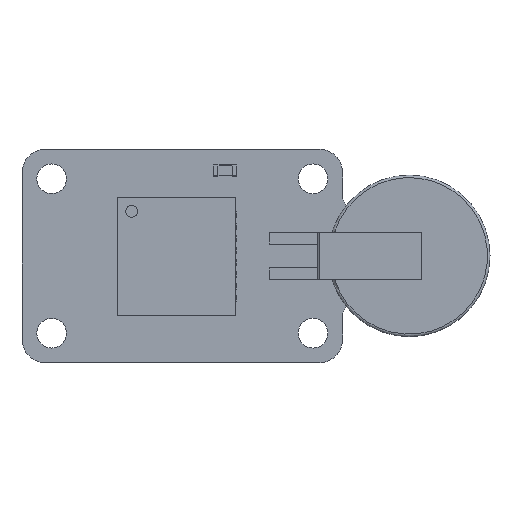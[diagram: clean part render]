
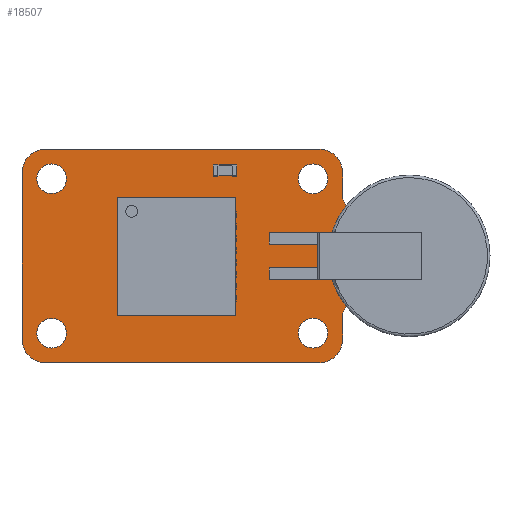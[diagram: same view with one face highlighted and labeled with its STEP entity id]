
A CAD part, top view. The second image highlights one B-rep face of the part: STEP entity #18507.
In plain terms, the highlighted planar face has unit normal (0, 0, 1).
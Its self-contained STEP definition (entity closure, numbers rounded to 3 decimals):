
#18246 = VERTEX_POINT('',#18247);
#18247 = CARTESIAN_POINT('',(12.5,9.,0.6));
#18253 = EDGE_CURVE('',#18246,#18254,#18256,.T.);
#18254 = VERTEX_POINT('',#18255);
#18255 = CARTESIAN_POINT('',(13.5,8.,0.6));
#18256 = CIRCLE('',#18257,1.);
#18257 = AXIS2_PLACEMENT_3D('',#18258,#18259,#18260);
#18258 = CARTESIAN_POINT('',(12.5,8.,0.6));
#18259 = DIRECTION('',(0.,0.,-1.));
#18260 = DIRECTION('',(0.,1.,0.));
#18288 = VERTEX_POINT('',#18289);
#18289 = CARTESIAN_POINT('',(1.,9.,0.6));
#18295 = EDGE_CURVE('',#18288,#18246,#18296,.T.);
#18296 = LINE('',#18297,#18298);
#18297 = CARTESIAN_POINT('',(1.,9.,0.6));
#18298 = VECTOR('',#18299,1.);
#18299 = DIRECTION('',(1.,0.,0.));
#18317 = EDGE_CURVE('',#18254,#18318,#18320,.T.);
#18318 = VERTEX_POINT('',#18319);
#18319 = CARTESIAN_POINT('',(13.5,7.,0.6));
#18320 = LINE('',#18321,#18322);
#18321 = CARTESIAN_POINT('',(13.5,8.,0.6));
#18322 = VECTOR('',#18323,1.);
#18323 = DIRECTION('',(0.,-1.,0.));
#18507 = ADVANCED_FACE('',(#18508,#18622,#18633,#18644,#18655),#18666,
  .T.);
#18508 = FACE_BOUND('',#18509,.T.);
#18509 = EDGE_LOOP('',(#18510,#18511,#18512,#18521,#18529,#18538,#18546,
    #18555,#18563,#18572,#18580,#18589,#18597,#18606,#18614,#18621));
#18510 = ORIENTED_EDGE('',*,*,#18253,.F.);
#18511 = ORIENTED_EDGE('',*,*,#18295,.F.);
#18512 = ORIENTED_EDGE('',*,*,#18513,.F.);
#18513 = EDGE_CURVE('',#18514,#18288,#18516,.T.);
#18514 = VERTEX_POINT('',#18515);
#18515 = CARTESIAN_POINT('',(0.,8.,0.6));
#18516 = CIRCLE('',#18517,1.);
#18517 = AXIS2_PLACEMENT_3D('',#18518,#18519,#18520);
#18518 = CARTESIAN_POINT('',(1.,8.,0.6));
#18519 = DIRECTION('',(0.,0.,-1.));
#18520 = DIRECTION('',(-1.,0.,-0.));
#18521 = ORIENTED_EDGE('',*,*,#18522,.F.);
#18522 = EDGE_CURVE('',#18523,#18514,#18525,.T.);
#18523 = VERTEX_POINT('',#18524);
#18524 = CARTESIAN_POINT('',(0.,1.,0.6));
#18525 = LINE('',#18526,#18527);
#18526 = CARTESIAN_POINT('',(0.,1.,0.6));
#18527 = VECTOR('',#18528,1.);
#18528 = DIRECTION('',(0.,1.,0.));
#18529 = ORIENTED_EDGE('',*,*,#18530,.F.);
#18530 = EDGE_CURVE('',#18531,#18523,#18533,.T.);
#18531 = VERTEX_POINT('',#18532);
#18532 = CARTESIAN_POINT('',(1.,0.,0.6));
#18533 = CIRCLE('',#18534,1.);
#18534 = AXIS2_PLACEMENT_3D('',#18535,#18536,#18537);
#18535 = CARTESIAN_POINT('',(1.,1.,0.6));
#18536 = DIRECTION('',(0.,0.,-1.));
#18537 = DIRECTION('',(0.,-1.,0.));
#18538 = ORIENTED_EDGE('',*,*,#18539,.F.);
#18539 = EDGE_CURVE('',#18540,#18531,#18542,.T.);
#18540 = VERTEX_POINT('',#18541);
#18541 = CARTESIAN_POINT('',(12.5,0.,0.6));
#18542 = LINE('',#18543,#18544);
#18543 = CARTESIAN_POINT('',(12.5,0.,0.6));
#18544 = VECTOR('',#18545,1.);
#18545 = DIRECTION('',(-1.,0.,0.));
#18546 = ORIENTED_EDGE('',*,*,#18547,.F.);
#18547 = EDGE_CURVE('',#18548,#18540,#18550,.T.);
#18548 = VERTEX_POINT('',#18549);
#18549 = CARTESIAN_POINT('',(13.5,1.,0.6));
#18550 = CIRCLE('',#18551,1.);
#18551 = AXIS2_PLACEMENT_3D('',#18552,#18553,#18554);
#18552 = CARTESIAN_POINT('',(12.5,1.,0.6));
#18553 = DIRECTION('',(0.,0.,-1.));
#18554 = DIRECTION('',(1.,0.,0.));
#18555 = ORIENTED_EDGE('',*,*,#18556,.F.);
#18556 = EDGE_CURVE('',#18557,#18548,#18559,.T.);
#18557 = VERTEX_POINT('',#18558);
#18558 = CARTESIAN_POINT('',(13.5,2.,0.6));
#18559 = LINE('',#18560,#18561);
#18560 = CARTESIAN_POINT('',(13.5,2.,0.6));
#18561 = VECTOR('',#18562,1.);
#18562 = DIRECTION('',(0.,-1.,0.));
#18563 = ORIENTED_EDGE('',*,*,#18564,.F.);
#18564 = EDGE_CURVE('',#18565,#18557,#18567,.T.);
#18565 = VERTEX_POINT('',#18566);
#18566 = CARTESIAN_POINT('',(14.,2.5,0.6));
#18567 = CIRCLE('',#18568,0.5);
#18568 = AXIS2_PLACEMENT_3D('',#18569,#18570,#18571);
#18569 = CARTESIAN_POINT('',(14.,2.,0.6));
#18570 = DIRECTION('',(0.,0.,1.));
#18571 = DIRECTION('',(0.,1.,0.));
#18572 = ORIENTED_EDGE('',*,*,#18573,.F.);
#18573 = EDGE_CURVE('',#18574,#18565,#18576,.T.);
#18574 = VERTEX_POINT('',#18575);
#18575 = CARTESIAN_POINT('',(16.5,2.5,0.6));
#18576 = LINE('',#18577,#18578);
#18577 = CARTESIAN_POINT('',(16.5,2.5,0.6));
#18578 = VECTOR('',#18579,1.);
#18579 = DIRECTION('',(-1.,0.,0.));
#18580 = ORIENTED_EDGE('',*,*,#18581,.F.);
#18581 = EDGE_CURVE('',#18582,#18574,#18584,.T.);
#18582 = VERTEX_POINT('',#18583);
#18583 = CARTESIAN_POINT('',(17.,3.,0.6));
#18584 = CIRCLE('',#18585,0.5);
#18585 = AXIS2_PLACEMENT_3D('',#18586,#18587,#18588);
#18586 = CARTESIAN_POINT('',(16.5,3.,0.6));
#18587 = DIRECTION('',(0.,0.,-1.));
#18588 = DIRECTION('',(1.,0.,0.));
#18589 = ORIENTED_EDGE('',*,*,#18590,.F.);
#18590 = EDGE_CURVE('',#18591,#18582,#18593,.T.);
#18591 = VERTEX_POINT('',#18592);
#18592 = CARTESIAN_POINT('',(17.,6.,0.6));
#18593 = LINE('',#18594,#18595);
#18594 = CARTESIAN_POINT('',(17.,6.,0.6));
#18595 = VECTOR('',#18596,1.);
#18596 = DIRECTION('',(0.,-1.,0.));
#18597 = ORIENTED_EDGE('',*,*,#18598,.F.);
#18598 = EDGE_CURVE('',#18599,#18591,#18601,.T.);
#18599 = VERTEX_POINT('',#18600);
#18600 = CARTESIAN_POINT('',(16.5,6.5,0.6));
#18601 = CIRCLE('',#18602,0.5);
#18602 = AXIS2_PLACEMENT_3D('',#18603,#18604,#18605);
#18603 = CARTESIAN_POINT('',(16.5,6.,0.6));
#18604 = DIRECTION('',(0.,0.,-1.));
#18605 = DIRECTION('',(0.,1.,0.));
#18606 = ORIENTED_EDGE('',*,*,#18607,.F.);
#18607 = EDGE_CURVE('',#18608,#18599,#18610,.T.);
#18608 = VERTEX_POINT('',#18609);
#18609 = CARTESIAN_POINT('',(14.,6.5,0.6));
#18610 = LINE('',#18611,#18612);
#18611 = CARTESIAN_POINT('',(14.,6.5,0.6));
#18612 = VECTOR('',#18613,1.);
#18613 = DIRECTION('',(1.,0.,0.));
#18614 = ORIENTED_EDGE('',*,*,#18615,.F.);
#18615 = EDGE_CURVE('',#18318,#18608,#18616,.T.);
#18616 = CIRCLE('',#18617,0.5);
#18617 = AXIS2_PLACEMENT_3D('',#18618,#18619,#18620);
#18618 = CARTESIAN_POINT('',(14.,7.,0.6));
#18619 = DIRECTION('',(0.,0.,1.));
#18620 = DIRECTION('',(-1.,0.,0.));
#18621 = ORIENTED_EDGE('',*,*,#18317,.F.);
#18622 = FACE_BOUND('',#18623,.T.);
#18623 = EDGE_LOOP('',(#18624));
#18624 = ORIENTED_EDGE('',*,*,#18625,.T.);
#18625 = EDGE_CURVE('',#18626,#18626,#18628,.T.);
#18626 = VERTEX_POINT('',#18627);
#18627 = CARTESIAN_POINT('',(1.25,0.625,0.6));
#18628 = CIRCLE('',#18629,0.625);
#18629 = AXIS2_PLACEMENT_3D('',#18630,#18631,#18632);
#18630 = CARTESIAN_POINT('',(1.25,1.25,0.6));
#18631 = DIRECTION('',(-0.,0.,-1.));
#18632 = DIRECTION('',(-0.,-1.,0.));
#18633 = FACE_BOUND('',#18634,.T.);
#18634 = EDGE_LOOP('',(#18635));
#18635 = ORIENTED_EDGE('',*,*,#18636,.T.);
#18636 = EDGE_CURVE('',#18637,#18637,#18639,.T.);
#18637 = VERTEX_POINT('',#18638);
#18638 = CARTESIAN_POINT('',(12.25,0.625,0.6));
#18639 = CIRCLE('',#18640,0.625);
#18640 = AXIS2_PLACEMENT_3D('',#18641,#18642,#18643);
#18641 = CARTESIAN_POINT('',(12.25,1.25,0.6));
#18642 = DIRECTION('',(-0.,0.,-1.));
#18643 = DIRECTION('',(-0.,-1.,0.));
#18644 = FACE_BOUND('',#18645,.T.);
#18645 = EDGE_LOOP('',(#18646));
#18646 = ORIENTED_EDGE('',*,*,#18647,.T.);
#18647 = EDGE_CURVE('',#18648,#18648,#18650,.T.);
#18648 = VERTEX_POINT('',#18649);
#18649 = CARTESIAN_POINT('',(1.25,7.125,0.6));
#18650 = CIRCLE('',#18651,0.625);
#18651 = AXIS2_PLACEMENT_3D('',#18652,#18653,#18654);
#18652 = CARTESIAN_POINT('',(1.25,7.75,0.6));
#18653 = DIRECTION('',(-0.,0.,-1.));
#18654 = DIRECTION('',(-0.,-1.,0.));
#18655 = FACE_BOUND('',#18656,.T.);
#18656 = EDGE_LOOP('',(#18657));
#18657 = ORIENTED_EDGE('',*,*,#18658,.T.);
#18658 = EDGE_CURVE('',#18659,#18659,#18661,.T.);
#18659 = VERTEX_POINT('',#18660);
#18660 = CARTESIAN_POINT('',(12.25,7.125,0.6));
#18661 = CIRCLE('',#18662,0.625);
#18662 = AXIS2_PLACEMENT_3D('',#18663,#18664,#18665);
#18663 = CARTESIAN_POINT('',(12.25,7.75,0.6));
#18664 = DIRECTION('',(-0.,0.,-1.));
#18665 = DIRECTION('',(-0.,-1.,0.));
#18666 = PLANE('',#18667);
#18667 = AXIS2_PLACEMENT_3D('',#18668,#18669,#18670);
#18668 = CARTESIAN_POINT('',(0.,0.,0.6));
#18669 = DIRECTION('',(0.,0.,1.));
#18670 = DIRECTION('',(1.,0.,-0.));
